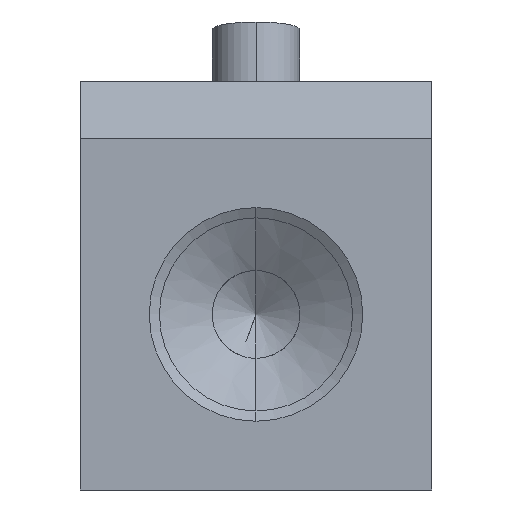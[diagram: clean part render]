
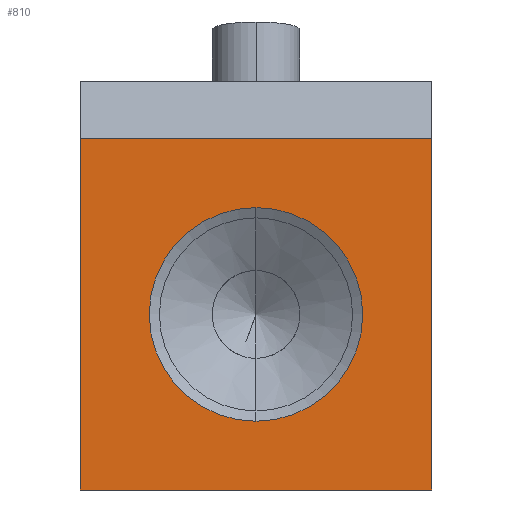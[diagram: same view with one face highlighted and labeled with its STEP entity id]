
A CAD part, front view. The second image highlights one B-rep face of the part: STEP entity #810.
In plain terms, the highlighted planar face has unit normal (0, -1, 0).
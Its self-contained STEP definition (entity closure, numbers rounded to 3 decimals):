
#602=CARTESIAN_POINT('',(-1.331,-99.977,-16.0));
#603=VERTEX_POINT('',#602);
#610=CARTESIAN_POINT('',(-1.331,-99.977,0.0));
#611=VERTEX_POINT('',#610);
#612=CARTESIAN_POINT('',(-1.331,-99.977,-12.6));
#613=DIRECTION('',(0.0,0.0,-1.0));
#614=VECTOR('',#613,1.0);
#615=LINE('',#612,#614);
#616=EDGE_CURVE('n� 1954',#611,#603,#615,.T.);
#744=CARTESIAN_POINT('',(14.669,-99.977,-16.0));
#745=VERTEX_POINT('',#744);
#752=CARTESIAN_POINT('',(11.269,-99.977,-16.0));
#753=DIRECTION('',(-1.0,0.0,0.0));
#754=VECTOR('',#753,1.0);
#755=LINE('',#752,#754);
#756=EDGE_CURVE('n� 2055',#745,#603,#755,.T.);
#767=CARTESIAN_POINT('',(6.669,-99.977,-3.135));
#768=VERTEX_POINT('',#767);
#769=CARTESIAN_POINT('',(6.669,-99.977,-12.865));
#770=VERTEX_POINT('',#769);
#771=CARTESIAN_POINT('',(6.669,-99.977,-8.0));
#772=DIRECTION('',(0.0,1.0,0.0));
#773=DIRECTION('',(0.0,0.0,1.0));
#774=AXIS2_PLACEMENT_3D('',#771,#772,#773);
#775=CIRCLE('',#774,4.865);
#776=EDGE_CURVE('n� 2068',#768,#770,#775,.T.);
#777=ORIENTED_EDGE('',*,*,#776,.T.);
#778=CARTESIAN_POINT('',(6.669,-99.977,-8.0));
#779=DIRECTION('',(0.0,1.0,0.0));
#780=DIRECTION('',(0.0,0.0,1.0));
#781=AXIS2_PLACEMENT_3D('',#778,#779,#780);
#782=CIRCLE('',#781,4.865);
#783=EDGE_CURVE('n� 2072',#770,#768,#782,.T.);
#784=ORIENTED_EDGE('',*,*,#783,.T.);
#785=EDGE_LOOP('',(#777,#784));
#786=FACE_BOUND('',#785,.T.);
#787=ORIENTED_EDGE('',*,*,#616,.T.);
#788=ORIENTED_EDGE('',*,*,#756,.F.);
#789=CARTESIAN_POINT('',(14.669,-99.977,0.0));
#790=VERTEX_POINT('',#789);
#791=CARTESIAN_POINT('',(14.669,-99.977,-12.6));
#792=DIRECTION('',(0.0,0.0,-1.0));
#793=VECTOR('',#792,1.0);
#794=LINE('',#791,#793);
#795=EDGE_CURVE('n� 2083',#790,#745,#794,.T.);
#796=ORIENTED_EDGE('',*,*,#795,.F.);
#797=CARTESIAN_POINT('',(11.269,-99.977,0.0));
#798=DIRECTION('',(-1.0,0.0,0.0));
#799=VECTOR('',#798,1.0);
#800=LINE('',#797,#799);
#801=EDGE_CURVE('n� 2087',#790,#611,#800,.T.);
#802=ORIENTED_EDGE('',*,*,#801,.T.);
#803=EDGE_LOOP('',(#787,#788,#796,#802));
#804=FACE_OUTER_BOUND('',#803,.T.);
#805=CARTESIAN_POINT('',(11.269,-99.977,-12.6));
#806=DIRECTION('',(0.0,1.0,0.0));
#807=DIRECTION('',(-1.0,0.0,0.0));
#808=AXIS2_PLACEMENT_3D('',#805,#806,#807);
#809=PLANE('',#808);
#810=ADVANCED_FACE('n� 2059',(#786,#804),#809,.F.);
